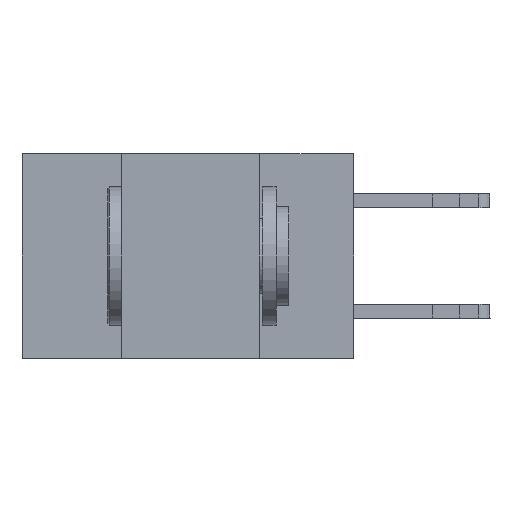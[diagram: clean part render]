
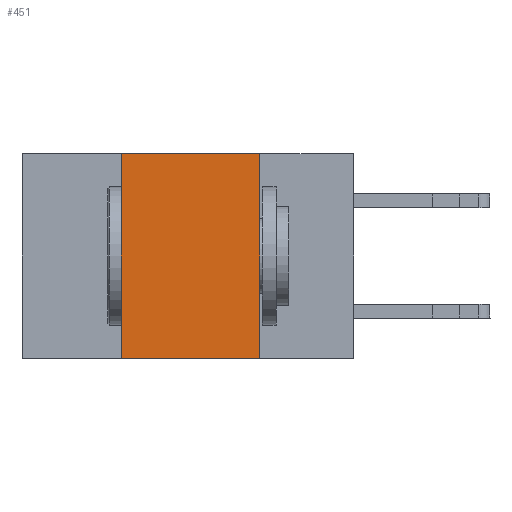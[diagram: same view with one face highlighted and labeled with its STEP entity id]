
A CAD part, left-side view. The second image highlights one B-rep face of the part: STEP entity #451.
In plain terms, the highlighted planar face has unit normal (-1, 0, 0).
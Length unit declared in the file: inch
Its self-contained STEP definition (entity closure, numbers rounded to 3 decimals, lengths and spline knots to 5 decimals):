
#451 = ADVANCED_FACE ( 'NONE', ( #27217 ), #22620, .F. ) ;
#2707 = VERTEX_POINT ( 'NONE', #5772 ) ;
#3089 = VERTEX_POINT ( 'NONE', #18953 ) ;
#3591 = LINE ( 'NONE', #4304, #30752 ) ;
#4304 = CARTESIAN_POINT ( 'NONE',  ( 0., 0.42, 0. ) ) ;
#4603 = DIRECTION ( 'NONE',  ( 0., -1., 0. ) ) ;
#4696 = VECTOR ( 'NONE', #11361, 39.37008 ) ;
#5772 = CARTESIAN_POINT ( 'NONE',  ( 0., 0.42, -0.37 ) ) ;
#5938 = VECTOR ( 'NONE', #4603, 39.37008 ) ;
#6187 = DIRECTION ( 'NONE',  ( 0., -1., 0. ) ) ;
#8015 = ORIENTED_EDGE ( 'NONE', *, *, #29786, .T. ) ;
#8671 = CARTESIAN_POINT ( 'NONE',  ( 0., 0.6, 0. ) ) ;
#8754 = ORIENTED_EDGE ( 'NONE', *, *, #26896, .F. ) ;
#9148 = VERTEX_POINT ( 'NONE', #11661 ) ;
#10342 = LINE ( 'NONE', #17365, #5938 ) ;
#11361 = DIRECTION ( 'NONE',  ( 0., 0., -1. ) ) ;
#11661 = CARTESIAN_POINT ( 'NONE',  ( 0., 0.17, 0. ) ) ;
#12337 = DIRECTION ( 'NONE',  ( 0., 0., -1. ) ) ;
#13885 = VERTEX_POINT ( 'NONE', #30983 ) ;
#15801 = ORIENTED_EDGE ( 'NONE', *, *, #17875, .F. ) ;
#17365 = CARTESIAN_POINT ( 'NONE',  ( 0., 0.6, 0. ) ) ;
#17875 = EDGE_CURVE ( 'NONE', #3089, #9148, #10342, .T. ) ;
#18297 = LINE ( 'NONE', #31905, #4696 ) ;
#18953 = CARTESIAN_POINT ( 'NONE',  ( 0., 0.42, 0. ) ) ;
#20445 = ORIENTED_EDGE ( 'NONE', *, *, #23813, .F. ) ;
#22010 = CARTESIAN_POINT ( 'NONE',  ( 0., 0.6, -0.37 ) ) ;
#22595 = EDGE_LOOP ( 'NONE', ( #8754, #15801, #20445, #8015 ) ) ;
#22620 = PLANE ( 'NONE',  #25799 ) ;
#23259 = LINE ( 'NONE', #22010, #32428 ) ;
#23813 = EDGE_CURVE ( 'NONE', #2707, #3089, #3591, .T. ) ;
#24871 = DIRECTION ( 'NONE',  ( 1., 0., 0. ) ) ;
#25799 = AXIS2_PLACEMENT_3D ( 'NONE', #8671, #24871, #12337 ) ;
#26896 = EDGE_CURVE ( 'NONE', #9148, #13885, #18297, .T. ) ;
#27217 = FACE_OUTER_BOUND ( 'NONE', #22595, .T. ) ;
#29786 = EDGE_CURVE ( 'NONE', #2707, #13885, #23259, .T. ) ;
#30752 = VECTOR ( 'NONE', #32306, 39.37008 ) ;
#30983 = CARTESIAN_POINT ( 'NONE',  ( 0., 0.17, -0.37 ) ) ;
#31905 = CARTESIAN_POINT ( 'NONE',  ( 0., 0.17, 0. ) ) ;
#32306 = DIRECTION ( 'NONE',  ( 0., 0., 1. ) ) ;
#32428 = VECTOR ( 'NONE', #6187, 39.37008 ) ;
